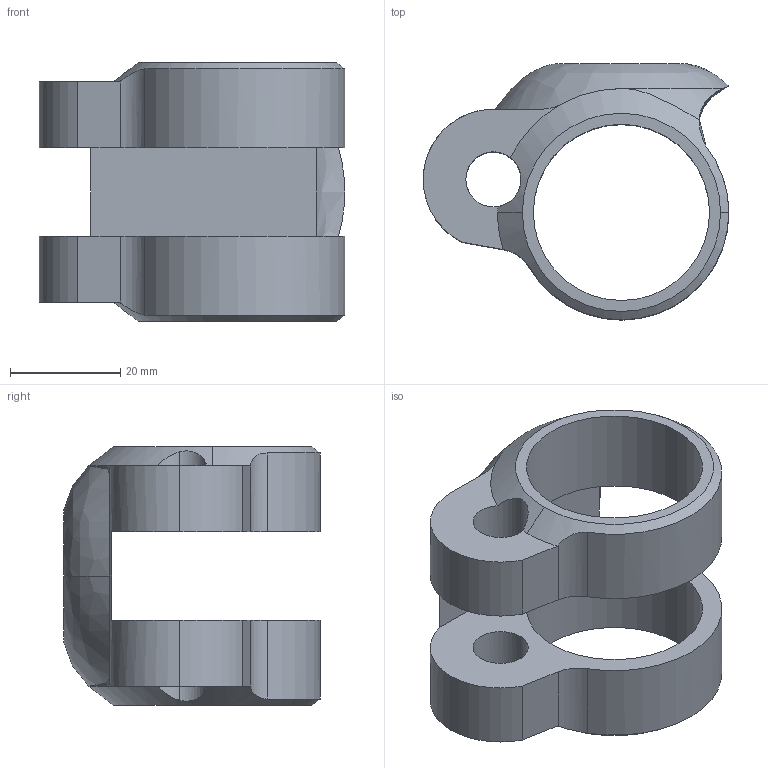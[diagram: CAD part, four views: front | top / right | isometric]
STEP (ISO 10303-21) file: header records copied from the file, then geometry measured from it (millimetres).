
FILE_DESCRIPTION (( 'STEP AP214' ), '1' );
FILE_NAME ('diz.STEP', '2022-11-18T14:21:29', ( '' ), ( '' ), 'SwSTEP 2.0', 'SolidWorks 2022', '' );
FILE_SCHEMA (( 'AUTOMOTIVE_DESIGN' ));
Length unit declared in the file: millimetre
Products named in the file (1): diz
Bounding box: 55.5 x 46.5 x 47 mm (x, y, z)
Volume: 30229.9 mm3; surface area: 13116.8 mm2
Topology: 1 solids, 1 shells, 39 faces, 113 edges, 74 vertices
Faces by surface type: cylinder 19, plane 11, bspline 5, cone 4
Entity records: 1592 total; most frequent: CARTESIAN_POINT 529, ORIENTED_EDGE 226, DIRECTION 211, EDGE_CURVE 113, AXIS2_PLACEMENT_3D 87, VERTEX_POINT 74, CIRCLE 52, EDGE_LOOP 45
